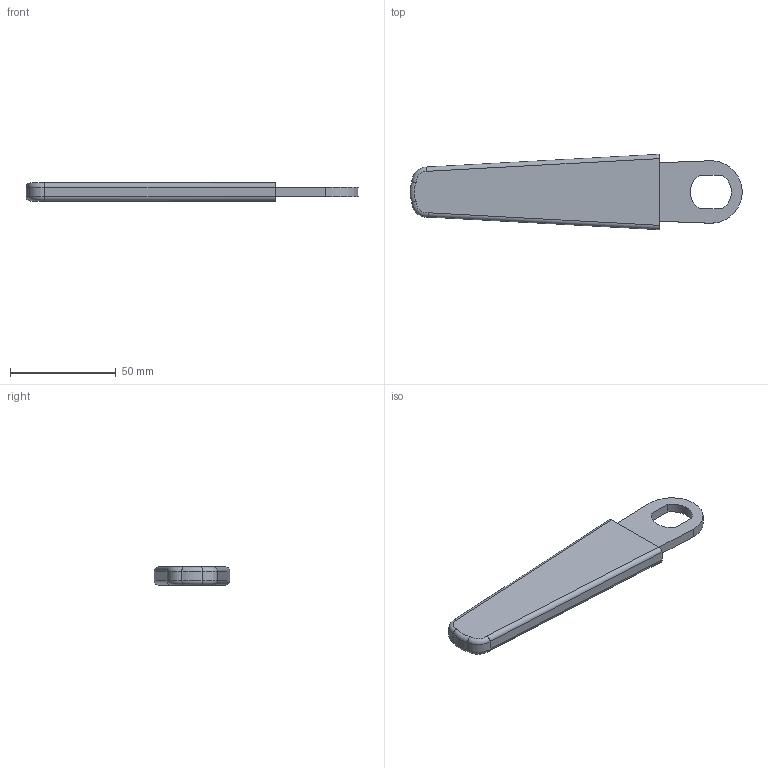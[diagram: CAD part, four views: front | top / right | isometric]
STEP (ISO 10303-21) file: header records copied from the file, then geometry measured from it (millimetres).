
FILE_DESCRIPTION (( 'STEP AP203' ), '1' );
FILE_NAME ('ASY-009966.step', '2025-10-28T19:51:24', ( '' ), ( '' ), 'SwSTEP 2.0', 'SolidWorks 2018', '' );
FILE_SCHEMA (( 'CONFIG_CONTROL_DESIGN' ));
Length unit declared in the file: inch
Products named in the file (3): PRT-000117; PRT-000954; ASY-009966
Assembly tree (2 placements, depth 2):
  ASY-009966
    PRT-000117
    PRT-000954
Bounding box: 156.66 x 35.56 x 8.51 mm (x, y, z)
Volume: 30854.4 mm3; surface area: 24124 mm2
Topology: 2 solids, 2 shells, 38 faces, 91 edges, 58 vertices
Faces by surface type: plane 17, cylinder 15, torus 6
Full cylindrical faces by diameter (mm): 4.763 x1
Entity records: 1501 total; most frequent: CARTESIAN_POINT 307, DIRECTION 192, ORIENTED_EDGE 180, EDGE_CURVE 90, AXIS2_PLACEMENT_3D 71, VERTEX_POINT 58, VECTOR 50, LINE 50
